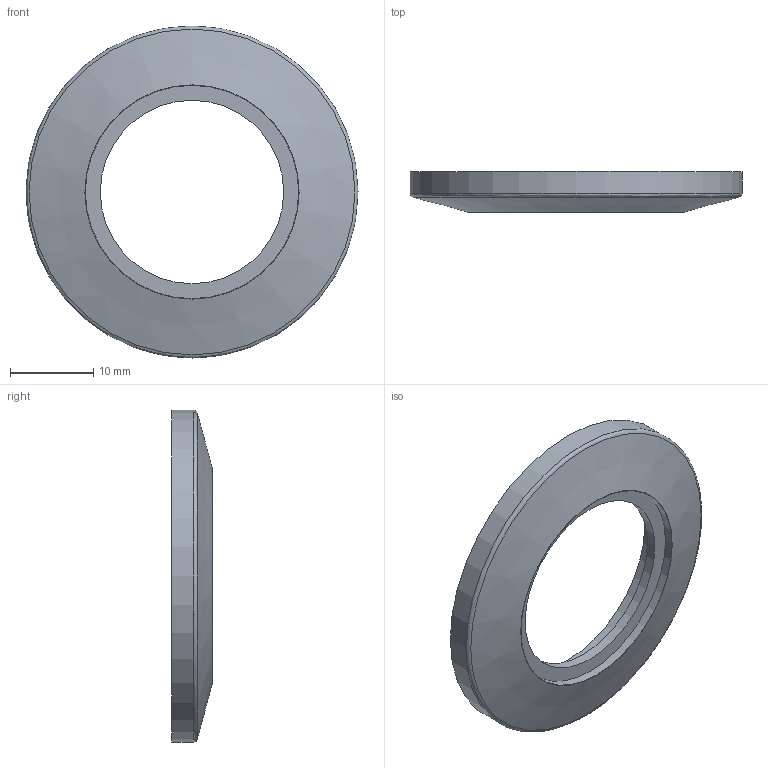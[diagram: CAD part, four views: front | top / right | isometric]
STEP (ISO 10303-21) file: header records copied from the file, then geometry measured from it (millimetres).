
FILE_DESCRIPTION (( 'STEP AP203' ), '1' );
FILE_NAME ('FULLVAC BS1KF2526.STEP', '2018-07-12T10:35:29', ( '' ), ( '' ), 'SwSTEP 2.0', 'SolidWorks 2017', '' );
FILE_SCHEMA (( 'CONFIG_CONTROL_DESIGN' ));
Length unit declared in the file: millimetre
Products named in the file (1): FULLVAC BS1KF2526
Bounding box: 40 x 4.9 x 40 mm (x, y, z)
Volume: 2983.8 mm3; surface area: 2520 mm2
Topology: 1 solids, 1 shells, 10 faces, 17 edges, 11 vertices
Faces by surface type: plane 4, cylinder 4, bspline 1, cone 1
Full cylindrical faces by diameter (mm): 22.1 x1, 25.7 x1, 26.2 x1, 40 x1
Entity records: 308 total; most frequent: CARTESIAN_POINT 58, DIRECTION 40, ORIENTED_EDGE 20, EDGE_LOOP 20, AXIS2_PLACEMENT_3D 20, FACE_OUTER_BOUND 15, CIRCLE 10, EDGE_CURVE 10
